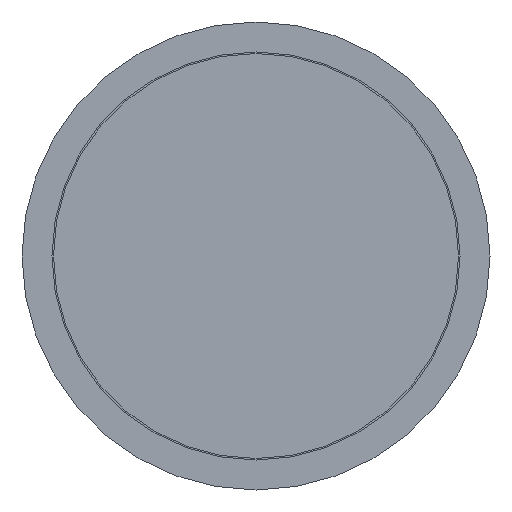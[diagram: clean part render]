
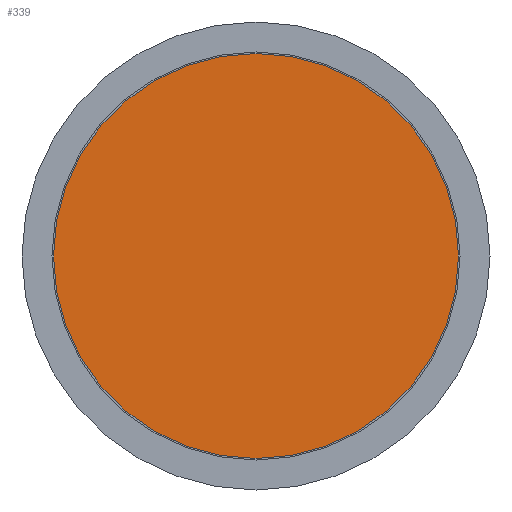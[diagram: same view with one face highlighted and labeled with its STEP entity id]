
A CAD part, front view. The second image highlights one B-rep face of the part: STEP entity #339.
In plain terms, the highlighted planar face has unit normal (0, -1, 0).
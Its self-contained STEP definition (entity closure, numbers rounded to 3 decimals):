
#38 = CIRCLE ( 'NONE', #151, 33.75 ) ;
#60 = PLANE ( 'NONE',  #468 ) ;
#101 = FACE_OUTER_BOUND ( 'NONE', #122, .T. ) ;
#122 = EDGE_LOOP ( 'NONE', ( #153 ) ) ;
#151 = AXIS2_PLACEMENT_3D ( 'NONE', #402, #351, #397 ) ;
#153 = ORIENTED_EDGE ( 'NONE', *, *, #350, .T. ) ;
#193 = VERTEX_POINT ( 'NONE', #282 ) ;
#222 = DIRECTION ( 'NONE',  ( 0., 0., 1. ) ) ;
#282 = CARTESIAN_POINT ( 'NONE',  ( 0., 0., -33.75 ) ) ;
#339 = ADVANCED_FACE ( 'NONE', ( #101 ), #60, .F. ) ;
#350 = EDGE_CURVE ( 'NONE', #193, #193, #38, .T. ) ;
#351 = DIRECTION ( 'NONE',  ( 0., -1., 0. ) ) ;
#392 = DIRECTION ( 'NONE',  ( 0., 1., 0. ) ) ;
#397 = DIRECTION ( 'NONE',  ( 0., 0., -1. ) ) ;
#402 = CARTESIAN_POINT ( 'NONE',  ( 0., 0., 0. ) ) ;
#468 = AXIS2_PLACEMENT_3D ( 'NONE', #477, #392, #222 ) ;
#477 = CARTESIAN_POINT ( 'NONE',  ( -33.75, 0., 0. ) ) ;
